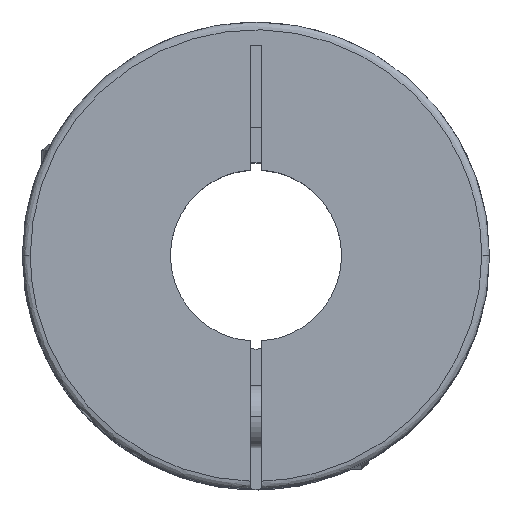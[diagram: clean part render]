
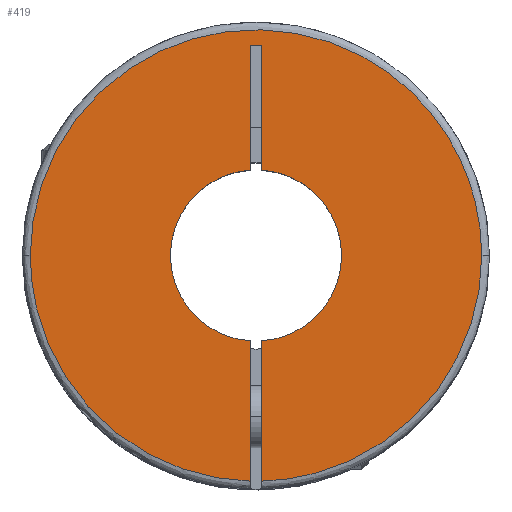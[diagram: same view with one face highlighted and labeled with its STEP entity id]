
A CAD part, top view. The second image highlights one B-rep face of the part: STEP entity #419.
In plain terms, the highlighted planar face has unit normal (0, 0, 1).
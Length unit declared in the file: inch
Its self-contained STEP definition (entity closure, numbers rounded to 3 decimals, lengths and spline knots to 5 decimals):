
#18 = EDGE_CURVE ( 'NONE', #2199, #3984, #685, .T. ) ;
#80 = LINE ( 'NONE', #3516, #1933 ) ;
#83 = VERTEX_POINT ( 'NONE', #1349 ) ;
#87 = CARTESIAN_POINT ( 'NONE',  ( -1.14173, 0., 0. ) ) ;
#111 = CARTESIAN_POINT ( 'NONE',  ( -0.02953, 0.43206, 0. ) ) ;
#137 = ORIENTED_EDGE ( 'NONE', *, *, #1588, .T. ) ;
#197 = CARTESIAN_POINT ( 'NONE',  ( 0., 0., 0. ) ) ;
#202 = CARTESIAN_POINT ( 'NONE',  ( 0.43307, 0., 0. ) ) ;
#234 = DIRECTION ( 'NONE',  ( -1., 0., 0. ) ) ;
#273 = VERTEX_POINT ( 'NONE', #202 ) ;
#286 = CARTESIAN_POINT ( 'NONE',  ( 0.02953, -1.14135, 0. ) ) ;
#360 = CARTESIAN_POINT ( 'NONE',  ( 0.02953, 1.06299, 0. ) ) ;
#377 = DIRECTION ( 'NONE',  ( 0., 0., 1. ) ) ;
#386 = CARTESIAN_POINT ( 'NONE',  ( -0.68448, -1.12441, 0. ) ) ;
#395 = CARTESIAN_POINT ( 'NONE',  ( 0., 0., 0. ) ) ;
#419 = ADVANCED_FACE ( 'NONE', ( #1132 ), #2711, .F. ) ;
#460 = EDGE_CURVE ( 'NONE', #2199, #2074, #3633, .T. ) ;
#472 = VERTEX_POINT ( 'NONE', #1426 ) ;
#528 = AXIS2_PLACEMENT_3D ( 'NONE', #395, #2915, #1994 ) ;
#558 = ORIENTED_EDGE ( 'NONE', *, *, #3452, .T. ) ;
#572 = CARTESIAN_POINT ( 'NONE',  ( 0.02953, -1.1811, 0. ) ) ;
#615 = ORIENTED_EDGE ( 'NONE', *, *, #1752, .F. ) ;
#643 = ORIENTED_EDGE ( 'NONE', *, *, #2314, .F. ) ;
#685 = LINE ( 'NONE', #1230, #890 ) ;
#823 = DIRECTION ( 'NONE',  ( 1., 0., 0. ) ) ;
#890 = VECTOR ( 'NONE', #2216, 39.37008 ) ;
#1035 = CARTESIAN_POINT ( 'NONE',  ( 0.02953, -0.43206, 0. ) ) ;
#1085 = ORIENTED_EDGE ( 'NONE', *, *, #18, .F. ) ;
#1132 = FACE_OUTER_BOUND ( 'NONE', #2490, .T. ) ;
#1151 = VECTOR ( 'NONE', #3958, 39.37008 ) ;
#1191 =( BOUNDED_CURVE ( )  B_SPLINE_CURVE ( 3, ( #1372, #2631, #3275, #1701 ),
 .UNSPECIFIED., .F., .F. ) 
 B_SPLINE_CURVE_WITH_KNOTS ( ( 4, 4 ),
 ( 0.75208, 1. ),
 .UNSPECIFIED. ) 
 CURVE ( )  GEOMETRIC_REPRESENTATION_ITEM ( )  RATIONAL_B_SPLINE_CURVE ( ( 1., 0.811, 0.811, 1. ) ) 
 REPRESENTATION_ITEM ( '' )  );
#1230 = CARTESIAN_POINT ( 'NONE',  ( -0.02953, 0., 0. ) ) ;
#1278 = VECTOR ( 'NONE', #823, 39.37008 ) ;
#1349 = CARTESIAN_POINT ( 'NONE',  ( -0.02953, -1.14135, 0. ) ) ;
#1372 = CARTESIAN_POINT ( 'NONE',  ( 1.14173, 0., 0. ) ) ;
#1426 = CARTESIAN_POINT ( 'NONE',  ( -0.02953, -0.43206, 0. ) ) ;
#1449 = LINE ( 'NONE', #1774, #3753 ) ;
#1506 =( BOUNDED_CURVE ( )  B_SPLINE_CURVE ( 3, ( #3598, #386, #1715, #2286 ),
 .UNSPECIFIED., .F., .T. ) 
 B_SPLINE_CURVE_WITH_KNOTS ( ( 4, 4 ),
 ( 0., 0.24792 ),
 .UNSPECIFIED. ) 
 CURVE ( )  GEOMETRIC_REPRESENTATION_ITEM ( )  RATIONAL_B_SPLINE_CURVE ( ( 1., 0.811, 0.811, 1. ) ) 
 REPRESENTATION_ITEM ( '' )  );
#1524 = ORIENTED_EDGE ( 'NONE', *, *, #2288, .F. ) ;
#1588 = EDGE_CURVE ( 'NONE', #83, #472, #80, .T. ) ;
#1637 = EDGE_CURVE ( 'NONE', #83, #2205, #1506, .T. ) ;
#1642 = CARTESIAN_POINT ( 'NONE',  ( -1.14173, 0., 0. ) ) ;
#1700 = ORIENTED_EDGE ( 'NONE', *, *, #2732, .F. ) ;
#1701 = CARTESIAN_POINT ( 'NONE',  ( 0.02953, -1.14135, 0. ) ) ;
#1715 = CARTESIAN_POINT ( 'NONE',  ( -1.14173, -0.65518, 0. ) ) ;
#1752 = EDGE_CURVE ( 'NONE', #1842, #2074, #1449, .T. ) ;
#1774 = CARTESIAN_POINT ( 'NONE',  ( 0.02953, 0., 0. ) ) ;
#1842 = VERTEX_POINT ( 'NONE', #3687 ) ;
#1933 = VECTOR ( 'NONE', #2623, 39.37008 ) ;
#1959 = CARTESIAN_POINT ( 'NONE',  ( 1.14173, 0., 0. ) ) ;
#1994 = DIRECTION ( 'NONE',  ( 1., 0., 0. ) ) ;
#1999 = ORIENTED_EDGE ( 'NONE', *, *, #1637, .F. ) ;
#2041 =( BOUNDED_CURVE ( )  B_SPLINE_CURVE ( 3, ( #1642, #3434, #2275, #2197 ),
 .UNSPECIFIED., .F., .F. ) 
 B_SPLINE_CURVE_WITH_KNOTS ( ( 4, 4 ),
 ( 0.24792, 0.75208 ),
 .UNSPECIFIED. ) 
 CURVE ( )  GEOMETRIC_REPRESENTATION_ITEM ( )  RATIONAL_B_SPLINE_CURVE ( ( 1., 0.333, 0.333, 1. ) ) 
 REPRESENTATION_ITEM ( '' )  );
#2071 = AXIS2_PLACEMENT_3D ( 'NONE', #4030, #2155, #2766 ) ;
#2074 = VERTEX_POINT ( 'NONE', #360 ) ;
#2155 = DIRECTION ( 'NONE',  ( 0., 0., 1. ) ) ;
#2197 = CARTESIAN_POINT ( 'NONE',  ( 1.14173, 0., 0. ) ) ;
#2199 = VERTEX_POINT ( 'NONE', #3219 ) ;
#2205 = VERTEX_POINT ( 'NONE', #87 ) ;
#2216 = DIRECTION ( 'NONE',  ( 0., -1., 0. ) ) ;
#2245 = ORIENTED_EDGE ( 'NONE', *, *, #4044, .F. ) ;
#2260 = CIRCLE ( 'NONE', #2071, 0.43307 ) ;
#2275 = CARTESIAN_POINT ( 'NONE',  ( 1.14173, 2.28346, 0. ) ) ;
#2286 = CARTESIAN_POINT ( 'NONE',  ( -1.14173, 0., 0. ) ) ;
#2288 = EDGE_CURVE ( 'NONE', #3984, #472, #2613, .T. ) ;
#2314 = EDGE_CURVE ( 'NONE', #3998, #3563, #1191, .T. ) ;
#2337 = AXIS2_PLACEMENT_3D ( 'NONE', #197, #3941, #234 ) ;
#2417 = ORIENTED_EDGE ( 'NONE', *, *, #2965, .F. ) ;
#2490 = EDGE_LOOP ( 'NONE', ( #137, #1524, #1085, #3305, #615, #2245, #1700, #558, #643, #2417, #1999 ) ) ;
#2609 = DIRECTION ( 'NONE',  ( 1., 0., 0. ) ) ;
#2613 = CIRCLE ( 'NONE', #3917, 0.43307 ) ;
#2623 = DIRECTION ( 'NONE',  ( 0., 1., 0. ) ) ;
#2631 = CARTESIAN_POINT ( 'NONE',  ( 1.14173, -0.65518, 0. ) ) ;
#2711 = PLANE ( 'NONE',  #2337 ) ;
#2715 = LINE ( 'NONE', #572, #1151 ) ;
#2732 = EDGE_CURVE ( 'NONE', #3720, #273, #2260, .T. ) ;
#2766 = DIRECTION ( 'NONE',  ( 1., 0., 0. ) ) ;
#2915 = DIRECTION ( 'NONE',  ( 0., 0., 1. ) ) ;
#2965 = EDGE_CURVE ( 'NONE', #2205, #3998, #2041, .T. ) ;
#3027 = CIRCLE ( 'NONE', #528, 0.43307 ) ;
#3198 = CARTESIAN_POINT ( 'NONE',  ( 0., 0., 0. ) ) ;
#3219 = CARTESIAN_POINT ( 'NONE',  ( -0.02953, 1.06299, 0. ) ) ;
#3275 = CARTESIAN_POINT ( 'NONE',  ( 0.68448, -1.12441, 0. ) ) ;
#3305 = ORIENTED_EDGE ( 'NONE', *, *, #460, .T. ) ;
#3434 = CARTESIAN_POINT ( 'NONE',  ( -1.14173, 2.28346, 0. ) ) ;
#3452 = EDGE_CURVE ( 'NONE', #3720, #3563, #2715, .T. ) ;
#3516 = CARTESIAN_POINT ( 'NONE',  ( -0.02953, 1.06299, 0. ) ) ;
#3563 = VERTEX_POINT ( 'NONE', #286 ) ;
#3598 = CARTESIAN_POINT ( 'NONE',  ( -0.02953, -1.14135, 0. ) ) ;
#3633 = LINE ( 'NONE', #3648, #1278 ) ;
#3648 = CARTESIAN_POINT ( 'NONE',  ( 0.02953, 1.06299, 0. ) ) ;
#3687 = CARTESIAN_POINT ( 'NONE',  ( 0.02953, 0.43206, 0. ) ) ;
#3720 = VERTEX_POINT ( 'NONE', #1035 ) ;
#3753 = VECTOR ( 'NONE', #3956, 39.37008 ) ;
#3917 = AXIS2_PLACEMENT_3D ( 'NONE', #3198, #377, #2609 ) ;
#3941 = DIRECTION ( 'NONE',  ( 0., 0., -1. ) ) ;
#3956 = DIRECTION ( 'NONE',  ( 0., 1., 0. ) ) ;
#3958 = DIRECTION ( 'NONE',  ( 0., -1., 0. ) ) ;
#3984 = VERTEX_POINT ( 'NONE', #111 ) ;
#3998 = VERTEX_POINT ( 'NONE', #1959 ) ;
#4030 = CARTESIAN_POINT ( 'NONE',  ( 0., 0., 0. ) ) ;
#4044 = EDGE_CURVE ( 'NONE', #273, #1842, #3027, .T. ) ;
